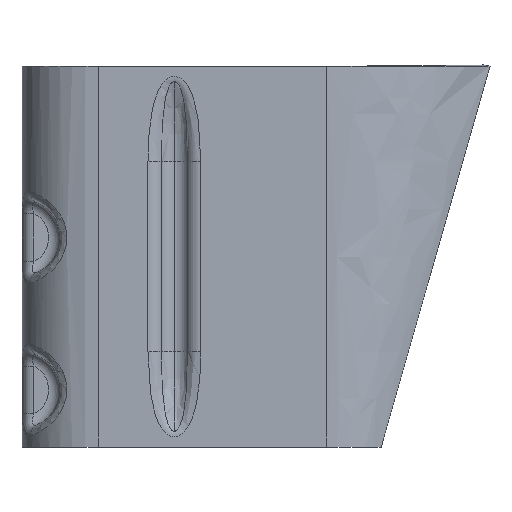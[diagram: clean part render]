
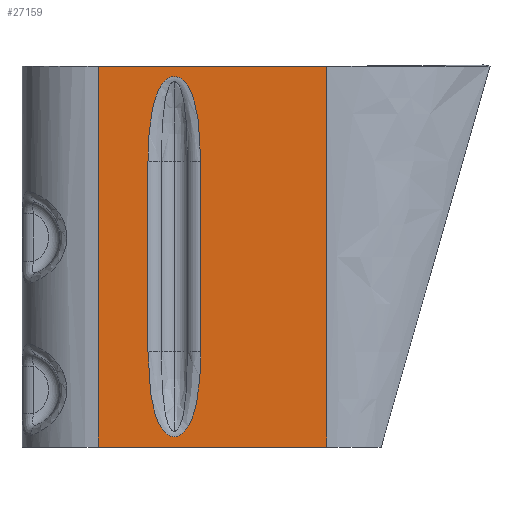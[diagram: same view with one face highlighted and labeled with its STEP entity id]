
A CAD part, front view. The second image highlights one B-rep face of the part: STEP entity #27159.
In plain terms, the highlighted planar face has unit normal (0, -1, 0).
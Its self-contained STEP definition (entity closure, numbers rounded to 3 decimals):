
#4336=CARTESIAN_POINT('POINT79',(7620.,0.,0.));
#4337=VERTEX_POINT('VERTEX79',#4336);
#22196=CARTESIAN_POINT('POINT121',(3419.882,0.,
   9525.));
#22197=VERTEX_POINT('VERTEX121',#22196);
#22210=CARTESIAN_POINT('POINT122',(1660.118,0.,
   9525.));
#22211=VERTEX_POINT('VERTEX122',#22210);
#22212=B_SPLINE_CURVE_WITH_KNOTS('SPLINE_CRV116',3,(#22213,#22214,#22215
   ,#22216,#22217,#22218,#22219,#22220,#22221,#22222,#22223,#22224,
   #22225,#22226,#22227,#22228,#22229,#22230,#22231,#22232,#22233,#22234
   ,#22235,#22236,#22237,#22238,#22239),.UNSPECIFIED.,.F.,.F.,(4,1,1,1,1
   ,1,1,1,1,1,1,1,1,1,1,1,1,1,1,1,1,1,1,1,4),(0.,
   0.137,0.246,0.331,
   0.372,0.409,0.44,
   0.455,0.469,0.482,
   0.489,0.495,0.502,
   0.509,0.515,0.522,
   0.538,0.554,0.572,
   0.608,0.649,0.696,
   0.777,0.877,1.),.UNSPECIFIED.);
#22213=CARTESIAN_POINT('',(3419.882,0.,9525.));
#22214=CARTESIAN_POINT('',(3419.551,-0.07,
   9813.466));
#22215=CARTESIAN_POINT('',(3404.208,0.026,
   10329.31));
#22216=CARTESIAN_POINT('',(3329.199,-0.005,
   11020.754));
#22217=CARTESIAN_POINT('',(3223.112,0.001,
   11503.917));
#22218=CARTESIAN_POINT('',(3105.649,0.,
   11825.337));
#22219=CARTESIAN_POINT('',(3000.622,0.,
   12029.857));
#22220=CARTESIAN_POINT('',(2896.191,0.,
   12169.669));
#22221=CARTESIAN_POINT('',(2802.969,0.,
   12255.15));
#22222=CARTESIAN_POINT('',(2730.366,0.,
   12304.246));
#22223=CARTESIAN_POINT('',(2665.294,0.,
   12332.868));
#22224=CARTESIAN_POINT('',(2611.087,0.,
   12347.073));
#22225=CARTESIAN_POINT('',(2569.529,0.,
   12353.008));
#22226=CARTESIAN_POINT('',(2527.3,0.,
   12353.931));
#22227=CARTESIAN_POINT('',(2485.328,0.,
   12350.046));
#22228=CARTESIAN_POINT('',(2444.489,0.,
   12341.222));
#22229=CARTESIAN_POINT('',(2386.85,0.,
   12322.168));
#22230=CARTESIAN_POINT('',(2314.319,0.,
   12283.575));
#22231=CARTESIAN_POINT('',(2231.855,0.,
   12216.703));
#22232=CARTESIAN_POINT('',(2132.586,0.,
   12106.892));
#22233=CARTESIAN_POINT('',(2026.628,0.,
   11937.483));
#22234=CARTESIAN_POINT('',(1923.297,0.,
   11697.742));
#22235=CARTESIAN_POINT('',(1820.622,0.001,
   11357.203));
#22236=CARTESIAN_POINT('',(1733.258,-0.005,
   10885.799));
#22237=CARTESIAN_POINT('',(1673.03,0.024,
   10251.11));
#22238=CARTESIAN_POINT('',(1660.414,-0.062,
   9783.424));
#22239=CARTESIAN_POINT('',(1660.118,0.,9525.));
#22240=EDGE_CURVE('EDGE202',#22211,#22197,#22212,.F.);
#24116=CARTESIAN_POINT('POINT123',(1660.118,0.,
   3175.));
#24117=VERTEX_POINT('VERTEX123',#24116);
#24132=CARTESIAN_POINT('POS129',(1660.118,0.,
   3175.));
#24133=DIRECTION('DIR191',(0.,0.,1.));
#24134=VECTOR('VEC67',#24133,1.);
#24135=LINE('STRAIGHT67',#24132,#24134);
#24136=EDGE_CURVE('EDGE205',#24117,#22211,#24135,.T.);
#24147=CARTESIAN_POINT('POINT124',(3419.882,0.,
   3175.));
#24148=VERTEX_POINT('VERTEX124',#24147);
#24149=B_SPLINE_CURVE_WITH_KNOTS('SPLINE_CRV119',3,(#24150,#24151,#24152
   ,#24153,#24154,#24155,#24156,#24157,#24158,#24159,#24160,#24161,
   #24162,#24163,#24164,#24165,#24166,#24167,#24168,#24169,#24170,#24171
   ,#24172,#24173,#24174,#24175,#24176),.UNSPECIFIED.,.F.,.F.,(4,1,1,1,1
   ,1,1,1,1,1,1,1,1,1,1,1,1,1,1,1,1,1,1,1,4),(0.,
   0.139,0.247,0.333,
   0.374,0.41,0.442,
   0.456,0.469,0.482,
   0.489,0.495,0.502,
   0.509,0.515,0.522,
   0.538,0.554,0.572,
   0.607,0.647,0.693,
   0.774,0.875,1.),.UNSPECIFIED.);
#24150=CARTESIAN_POINT('',(1660.118,0.,3175.));
#24151=CARTESIAN_POINT('',(1660.451,-0.07,
   2884.396));
#24152=CARTESIAN_POINT('',(1675.99,0.026,
   2365.313));
#24153=CARTESIAN_POINT('',(1752.064,-0.005,
   1670.327));
#24154=CARTESIAN_POINT('',(1859.651,0.001,
   1185.739));
#24155=CARTESIAN_POINT('',(1978.819,0.,
   864.215));
#24156=CARTESIAN_POINT('',(2085.404,0.,
   660.24));
#24157=CARTESIAN_POINT('',(2190.62,0.,
   522.714));
#24158=CARTESIAN_POINT('',(2282.963,0.,
   440.426));
#24159=CARTESIAN_POINT('',(2352.836,0.,
   394.209));
#24160=CARTESIAN_POINT('',(2415.751,0.,
   366.872));
#24161=CARTESIAN_POINT('',(2468.813,0.,
   352.93));
#24162=CARTESIAN_POINT('',(2510.379,0.,
   347.034));
#24163=CARTESIAN_POINT('',(2552.609,0.,
   346.042));
#24164=CARTESIAN_POINT('',(2594.591,0.,
   349.938));
#24165=CARTESIAN_POINT('',(2635.425,0.,
   358.77));
#24166=CARTESIAN_POINT('',(2693.144,0.,
   377.802));
#24167=CARTESIAN_POINT('',(2765.716,0.,
   416.457));
#24168=CARTESIAN_POINT('',(2848.173,0.,
   483.328));
#24169=CARTESIAN_POINT('',(2946.276,0.,
   591.855));
#24170=CARTESIAN_POINT('',(3050.459,0.,
   757.483));
#24171=CARTESIAN_POINT('',(3152.027,0.,
   990.108));
#24172=CARTESIAN_POINT('',(3255.498,0.001,
   1326.108));
#24173=CARTESIAN_POINT('',(3344.746,-0.005,
   1797.762));
#24174=CARTESIAN_POINT('',(3406.652,0.024,
   2439.55));
#24175=CARTESIAN_POINT('',(3419.581,-0.064,
   2913.048));
#24176=CARTESIAN_POINT('',(3419.882,0.,3175.));
#24177=EDGE_CURVE('EDGE206',#24148,#24117,#24149,.F.);
#26056=CARTESIAN_POINT('POS131',(3419.882,0.,
   3175.));
#26057=DIRECTION('DIR194',(0.,0.,-1.));
#26058=VECTOR('VEC68',#26057,1.);
#26059=LINE('STRAIGHT68',#26056,#26058);
#26060=EDGE_CURVE('EDGE208',#24148,#22197,#26059,.F.);
#26070=CARTESIAN_POINT('POINT125',(7620.,0.,
   12700.));
#26071=VERTEX_POINT('VERTEX125',#26070);
#26072=(BOUNDED_CURVE() B_SPLINE_CURVE(1,(#26073,#26074),.UNSPECIFIED.,
   .F.,.F.) B_SPLINE_CURVE_WITH_KNOTS((2,2),(0.,
   1.),.UNSPECIFIED.) CURVE() GEOMETRIC_REPRESENTATION_ITEM() 
   RATIONAL_B_SPLINE_CURVE((1.041,1.041)
   ) REPRESENTATION_ITEM('SPLINE_CRV121'));
#26073=CARTESIAN_POINT('',(7620.,0.,12700.));
#26074=CARTESIAN_POINT('',(7620.,0.,0.));
#26075=EDGE_CURVE('EDGE209',#26071,#4337,#26072,.T.);
#26147=CARTESIAN_POINT('POINT126',(0.,0.,0.));
#26148=VERTEX_POINT('VERTEX126',#26147);
#26149=CARTESIAN_POINT('POS134',(3810.,0.,0.));
#26150=DIRECTION('DIR198',(-1.,0.,0.));
#26151=VECTOR('VEC70',#26150,1.);
#26152=LINE('STRAIGHT70',#26149,#26151);
#26153=EDGE_CURVE('EDGE212',#26148,#4337,#26152,.F.);
#26218=CARTESIAN_POINT('POINT130',(0.,0.,12700.));
#26219=VERTEX_POINT('VERTEX130',#26218);
#26220=CARTESIAN_POINT('POS142',(0.,0.,12700.));
#26221=DIRECTION('DIR210',(0.,0.,-1.));
#26222=VECTOR('VEC74',#26221,1.);
#26223=LINE('STRAIGHT74',#26220,#26222);
#26224=EDGE_CURVE('EDGE218',#26219,#26148,#26223,.T.);
#27137=ORIENTED_EDGE('COEDGE464',*,*,#26224,.T.);
#27138=ORIENTED_EDGE('COEDGE465',*,*,#26153,.T.);
#27139=ORIENTED_EDGE('COEDGE466',*,*,#26075,.F.);
#27140=CARTESIAN_POINT('POS161',(3810.,0.,12700.));
#27141=DIRECTION('DIR237',(1.,0.,0.));
#27142=VECTOR('VEC85',#27141,1.);
#27143=LINE('STRAIGHT85',#27140,#27142);
#27144=EDGE_CURVE('EDGE249',#26219,#26071,#27143,.T.);
#27145=ORIENTED_EDGE('COEDGE467',*,*,#27144,.F.);
#27146=EDGE_LOOP('NONE',(#27137,#27138,#27139,#27145));
#27147=FACE_BOUND('LOOP1',#27146,.T.);
#27148=ORIENTED_EDGE('COEDGE468',*,*,#26060,.F.);
#27149=ORIENTED_EDGE('COEDGE469',*,*,#24177,.T.);
#27150=ORIENTED_EDGE('COEDGE470',*,*,#24136,.T.);
#27151=ORIENTED_EDGE('COEDGE471',*,*,#22240,.T.);
#27152=EDGE_LOOP('NONE',(#27148,#27149,#27150,#27151));
#27153=FACE_BOUND('LOOP1',#27152,.T.);
#27154=CARTESIAN_POINT('POS162',(3810.,0.,6350.));
#27155=DIRECTION('DIR238',(0.,1.,0.));
#27156=DIRECTION('DIR239',(1.,0.,0.));
#27157=AXIS2_PLACEMENT_3D('AXIS77',#27154,#27155,#27156);
#27158=PLANE('PLANE22',#27157);
#27159=ADVANCED_FACE('FACE110',(#27147,#27153),#27158,.F.);
